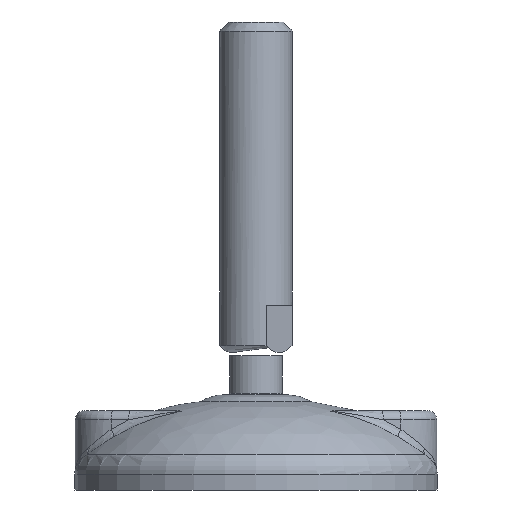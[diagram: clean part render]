
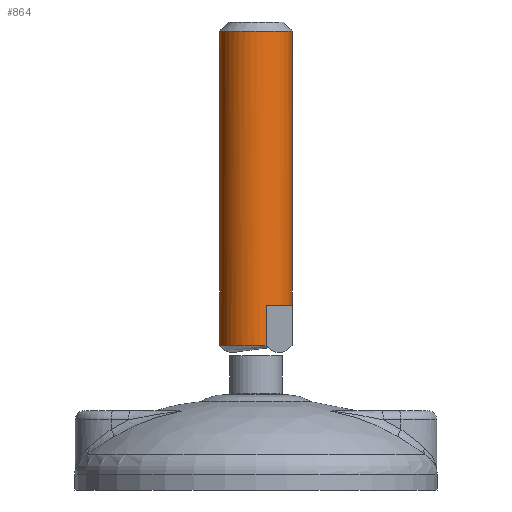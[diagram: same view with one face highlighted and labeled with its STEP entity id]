
A CAD part, front view. The second image highlights one B-rep face of the part: STEP entity #864.
In plain terms, the highlighted cylindrical face has radius 8 mm (diameter 16 mm), a full revolution.
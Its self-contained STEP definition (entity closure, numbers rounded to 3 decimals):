
#82=CYLINDRICAL_SURFACE('',#977,8.);
#104=LINE('',#2048,#132);
#105=LINE('',#2050,#133);
#106=LINE('',#2053,#134);
#107=LINE('',#2055,#135);
#108=LINE('',#2058,#136);
#132=VECTOR('',#1177,8.);
#133=VECTOR('',#1178,10.);
#134=VECTOR('',#1181,10.);
#135=VECTOR('',#1182,10.);
#136=VECTOR('',#1185,10.);
#187=FACE_OUTER_BOUND('',#239,.T.);
#239=EDGE_LOOP('',(#717,#718,#719,#720,#721,#722,#723,#724,#725,#726,#727,
#728,#729));
#292=CIRCLE('',#964,8.);
#293=CIRCLE('',#965,8.);
#296=CIRCLE('',#968,8.);
#300=CIRCLE('',#975,8.);
#301=CIRCLE('',#976,8.);
#302=CIRCLE('',#978,8.);
#303=CIRCLE('',#979,8.);
#368=VERTEX_POINT('',#2013);
#369=VERTEX_POINT('',#2014);
#370=VERTEX_POINT('',#2018);
#371=VERTEX_POINT('',#2020);
#372=VERTEX_POINT('',#2024);
#378=VERTEX_POINT('',#2042);
#379=VERTEX_POINT('',#2044);
#380=VERTEX_POINT('',#2049);
#381=VERTEX_POINT('',#2051);
#382=VERTEX_POINT('',#2054);
#383=VERTEX_POINT('',#2056);
#482=EDGE_CURVE('',#370,#369,#292,.T.);
#484=EDGE_CURVE('',#372,#371,#293,.T.);
#488=EDGE_CURVE('',#368,#372,#296,.T.);
#494=EDGE_CURVE('',#378,#379,#300,.T.);
#495=EDGE_CURVE('',#379,#378,#301,.T.);
#496=EDGE_CURVE('',#379,#372,#104,.T.);
#497=EDGE_CURVE('',#371,#380,#105,.T.);
#498=EDGE_CURVE('',#380,#381,#302,.T.);
#499=EDGE_CURVE('',#381,#370,#106,.T.);
#500=EDGE_CURVE('',#369,#382,#107,.T.);
#501=EDGE_CURVE('',#382,#383,#303,.T.);
#502=EDGE_CURVE('',#383,#368,#108,.T.);
#717=ORIENTED_EDGE('',*,*,#494,.F.);
#718=ORIENTED_EDGE('',*,*,#495,.F.);
#719=ORIENTED_EDGE('',*,*,#496,.T.);
#720=ORIENTED_EDGE('',*,*,#484,.T.);
#721=ORIENTED_EDGE('',*,*,#497,.T.);
#722=ORIENTED_EDGE('',*,*,#498,.T.);
#723=ORIENTED_EDGE('',*,*,#499,.T.);
#724=ORIENTED_EDGE('',*,*,#482,.T.);
#725=ORIENTED_EDGE('',*,*,#500,.T.);
#726=ORIENTED_EDGE('',*,*,#501,.T.);
#727=ORIENTED_EDGE('',*,*,#502,.T.);
#728=ORIENTED_EDGE('',*,*,#488,.T.);
#729=ORIENTED_EDGE('',*,*,#496,.F.);
#864=ADVANCED_FACE('',(#187),#82,.T.);
#964=AXIS2_PLACEMENT_3D('',#2019,#1146,#1147);
#965=AXIS2_PLACEMENT_3D('',#2025,#1148,#1149);
#968=AXIS2_PLACEMENT_3D('',#2031,#1155,#1156);
#975=AXIS2_PLACEMENT_3D('',#2045,#1171,#1172);
#976=AXIS2_PLACEMENT_3D('',#2046,#1173,#1174);
#977=AXIS2_PLACEMENT_3D('',#2047,#1175,#1176);
#978=AXIS2_PLACEMENT_3D('',#2052,#1179,#1180);
#979=AXIS2_PLACEMENT_3D('',#2057,#1183,#1184);
#1146=DIRECTION('center_axis',(0.,0.,1.));
#1147=DIRECTION('ref_axis',(0.62,0.785,0.));
#1148=DIRECTION('center_axis',(0.,0.,1.));
#1149=DIRECTION('ref_axis',(0.62,0.785,0.));
#1155=DIRECTION('center_axis',(0.,0.,1.));
#1156=DIRECTION('ref_axis',(0.62,0.785,0.));
#1171=DIRECTION('center_axis',(0.,0.,1.));
#1172=DIRECTION('ref_axis',(0.62,0.785,0.));
#1173=DIRECTION('center_axis',(0.,0.,1.));
#1174=DIRECTION('ref_axis',(0.62,0.785,0.));
#1175=DIRECTION('center_axis',(0.,0.,1.));
#1176=DIRECTION('ref_axis',(-0.62,-0.785,0.));
#1177=DIRECTION('',(0.,0.,-1.));
#1178=DIRECTION('',(0.,0.,1.));
#1179=DIRECTION('center_axis',(0.,0.,1.));
#1180=DIRECTION('ref_axis',(-0.62,-0.785,0.));
#1181=DIRECTION('',(0.,0.,-1.));
#1182=DIRECTION('',(0.,0.,1.));
#1183=DIRECTION('center_axis',(0.,0.,1.));
#1184=DIRECTION('ref_axis',(-0.62,-0.785,0.));
#1185=DIRECTION('',(0.,0.,-1.));
#2013=CARTESIAN_POINT('',(7.992,-0.368,28.339));
#2014=CARTESIAN_POINT('',(2.211,-7.688,28.339));
#2018=CARTESIAN_POINT('',(-7.992,0.368,28.339));
#2019=CARTESIAN_POINT('Origin',(0.,0.,
28.339));
#2020=CARTESIAN_POINT('',(-2.211,7.688,28.339));
#2024=CARTESIAN_POINT('',(4.957,6.279,28.339));
#2025=CARTESIAN_POINT('Origin',(0.,0.,
28.339));
#2031=CARTESIAN_POINT('Origin',(0.,0.,
28.339));
#2042=CARTESIAN_POINT('',(-4.957,-6.279,97.839));
#2044=CARTESIAN_POINT('',(4.957,6.279,97.839));
#2045=CARTESIAN_POINT('Origin',(0.,0.,
97.839));
#2046=CARTESIAN_POINT('Origin',(0.,0.,
97.839));
#2047=CARTESIAN_POINT('Origin',(0.,0.,
64.089));
#2048=CARTESIAN_POINT('',(4.957,6.279,64.089));
#2049=CARTESIAN_POINT('',(-2.211,7.688,37.339));
#2050=CARTESIAN_POINT('',(-2.211,7.688,64.089));
#2051=CARTESIAN_POINT('',(-7.992,0.368,37.339));
#2052=CARTESIAN_POINT('Origin',(0.,0.,
37.339));
#2053=CARTESIAN_POINT('',(-7.992,0.368,64.089));
#2054=CARTESIAN_POINT('',(2.211,-7.688,37.339));
#2055=CARTESIAN_POINT('',(2.211,-7.688,64.089));
#2056=CARTESIAN_POINT('',(7.992,-0.368,37.339));
#2057=CARTESIAN_POINT('Origin',(0.,0.,
37.339));
#2058=CARTESIAN_POINT('',(7.992,-0.368,64.089));
